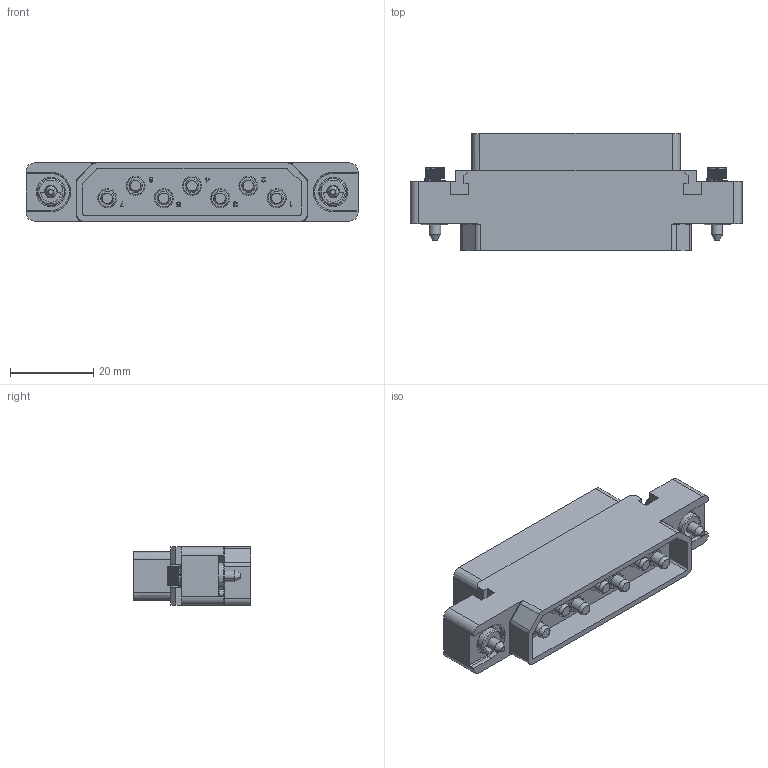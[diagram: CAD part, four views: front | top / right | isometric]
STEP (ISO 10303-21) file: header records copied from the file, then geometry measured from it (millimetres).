
FILE_DESCRIPTION((''),'2;1');
FILE_NAME('1900ND06P1A00B','2019-10-29T',('presta_be4'),(''),'CREO PARAMETRIC BY PTC INC, 2018360','CREO PARAMETRIC BY PTC INC, 2018360','');
FILE_SCHEMA(('CONFIG_CONTROL_DESIGN'));
Products named in the file (1): 1900ND06P1A00B
Bounding box: 80 x 28.35 x 14 mm (x, y, z)
Volume: 16215.1 mm3; surface area: 15606.2 mm2
Topology: 1 solids, 10 shells, 2309 faces, 6090 edges, 3891 vertices
Faces by surface type: plane 1293, cylinder 548, torus 204, cone 190, extrusion 32, bspline 28, sphere 14
Entity records: 83564 total; most frequent: CARTESIAN_POINT 26871, ORIENTED_EDGE 12144, DIRECTION 11280, EDGE_CURVE 6072, VERTEX_POINT 3891, VECTOR 3884, LINE 3852, AXIS2_PLACEMENT_3D 3698
